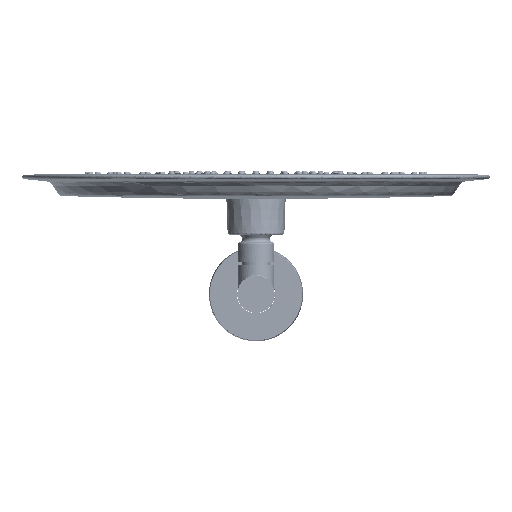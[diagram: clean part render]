
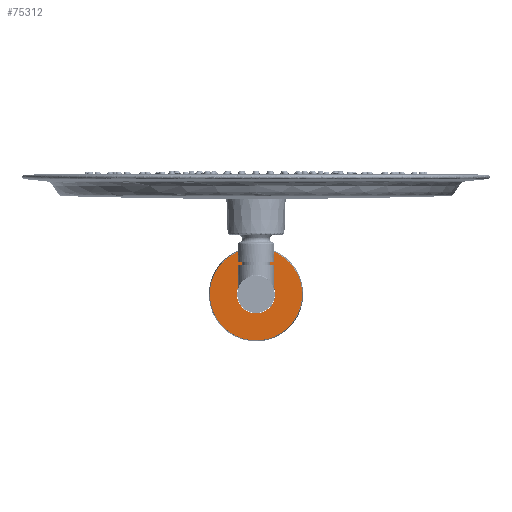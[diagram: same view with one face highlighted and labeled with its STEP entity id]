
A CAD part, left-side view. The second image highlights one B-rep face of the part: STEP entity #75312.
In plain terms, the highlighted planar face has unit normal (-1, 0, 0).
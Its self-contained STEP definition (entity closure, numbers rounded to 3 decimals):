
#8921 = CIRCLE ( 'NONE', #22124, 12.305 ) ;
#12224 = FACE_OUTER_BOUND ( 'NONE', #27539, .T. ) ;
#13250 = ORIENTED_EDGE ( 'NONE', *, *, #87078, .T. ) ;
#13381 = DIRECTION ( 'NONE',  ( 1., 0., 0. ) ) ;
#15420 = DIRECTION ( 'NONE',  ( 0., 0.548, 0.837 ) ) ;
#18416 = DIRECTION ( 'NONE',  ( 0., 0.548, 0.837 ) ) ;
#22124 = AXIS2_PLACEMENT_3D ( 'NONE', #33742, #34322, #15420 ) ;
#22216 = PLANE ( 'NONE',  #26907 ) ;
#26907 = AXIS2_PLACEMENT_3D ( 'NONE', #76094, #13381, #106093 ) ;
#27539 = EDGE_LOOP ( 'NONE', ( #13250 ) ) ;
#28328 = CIRCLE ( 'NONE', #94515, 29.609 ) ;
#33742 = CARTESIAN_POINT ( 'NONE',  ( -25.246, 0., -61.916 ) ) ;
#34322 = DIRECTION ( 'NONE',  ( 1., 0., 0. ) ) ;
#37299 = DIRECTION ( 'NONE',  ( -1., 0., 0. ) ) ;
#50645 = ORIENTED_EDGE ( 'NONE', *, *, #111377, .T. ) ;
#55060 = CARTESIAN_POINT ( 'NONE',  ( -25.246, 0., -61.916 ) ) ;
#58309 = FACE_BOUND ( 'NONE', #95787, .T. ) ;
#58996 = VERTEX_POINT ( 'NONE', #85638 ) ;
#75312 = ADVANCED_FACE ( 'NONE', ( #12224, #58309 ), #22216, .F. ) ;
#76094 = CARTESIAN_POINT ( 'NONE',  ( -25.246, 10.211, -68.602 ) ) ;
#85638 = CARTESIAN_POINT ( 'NONE',  ( -25.246, 6.741, -51.621 ) ) ;
#87078 = EDGE_CURVE ( 'NONE', #100895, #100895, #28328, .T. ) ;
#93213 = CARTESIAN_POINT ( 'NONE',  ( -25.246, 16.221, -37.145 ) ) ;
#94515 = AXIS2_PLACEMENT_3D ( 'NONE', #55060, #37299, #18416 ) ;
#95787 = EDGE_LOOP ( 'NONE', ( #50645 ) ) ;
#100895 = VERTEX_POINT ( 'NONE', #93213 ) ;
#106093 = DIRECTION ( 'NONE',  ( 0., 0.548, 0.837 ) ) ;
#111377 = EDGE_CURVE ( 'NONE', #58996, #58996, #8921, .T. ) ;
